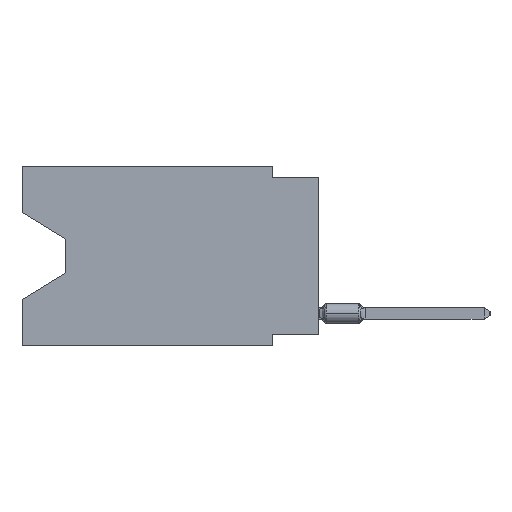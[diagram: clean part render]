
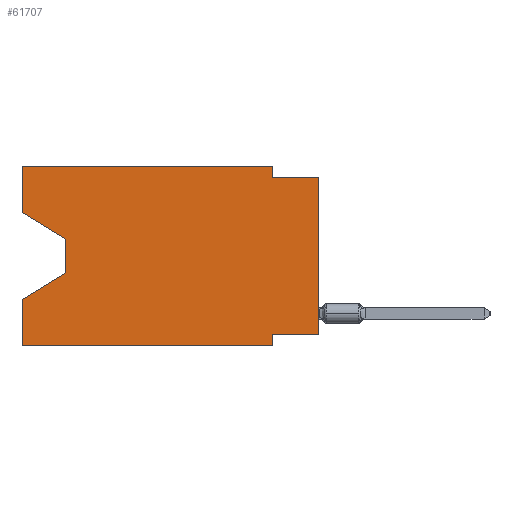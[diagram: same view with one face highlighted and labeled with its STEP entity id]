
A CAD part, left-side view. The second image highlights one B-rep face of the part: STEP entity #61707.
In plain terms, the highlighted planar face has unit normal (-1, 0, 0).
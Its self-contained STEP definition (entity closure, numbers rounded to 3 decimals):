
#312 = CARTESIAN_POINT ( 'NONE',  ( 0., 16.383, -2.546 ) ) ;
#375 = EDGE_CURVE ( 'NONE', #61157, #7544, #31887, .T. ) ;
#435 = EDGE_CURVE ( 'NONE', #29608, #65848, #33809, .T. ) ;
#2339 = VECTOR ( 'NONE', #69756, 1000. ) ;
#2848 = ORIENTED_EDGE ( 'NONE', *, *, #17494, .F. ) ;
#4920 = VERTEX_POINT ( 'NONE', #17410 ) ;
#5334 = EDGE_CURVE ( 'NONE', #29608, #7544, #23818, .T. ) ;
#6303 = CARTESIAN_POINT ( 'NONE',  ( 0., 2.54, -9.271 ) ) ;
#7544 = VERTEX_POINT ( 'NONE', #75117 ) ;
#9349 = LINE ( 'NONE', #33900, #22617 ) ;
#9650 = CARTESIAN_POINT ( 'NONE',  ( 0., 0., -0.635 ) ) ;
#9721 = EDGE_CURVE ( 'NONE', #59629, #69616, #11660, .T. ) ;
#10260 = EDGE_CURVE ( 'NONE', #4920, #15037, #31788, .T. ) ;
#10281 = VECTOR ( 'NONE', #59633, 1000. ) ;
#10367 = CARTESIAN_POINT ( 'NONE',  ( 0., 2.54, -0.635 ) ) ;
#10419 = CARTESIAN_POINT ( 'NONE',  ( 0., 0., -9.271 ) ) ;
#11660 = LINE ( 'NONE', #12414, #10281 ) ;
#12414 = CARTESIAN_POINT ( 'NONE',  ( 0., 16.383, 0. ) ) ;
#13182 = DIRECTION ( 'NONE',  ( 0., -0.855, -0.519 ) ) ;
#13590 = EDGE_CURVE ( 'NONE', #26094, #22532, #23367, .T. ) ;
#14009 = DIRECTION ( 'NONE',  ( 0., 0., -1. ) ) ;
#14501 = CARTESIAN_POINT ( 'NONE',  ( 0., 16.383, 0. ) ) ;
#15037 = VERTEX_POINT ( 'NONE', #36519 ) ;
#15713 = VECTOR ( 'NONE', #56081, 1000. ) ;
#15939 = CARTESIAN_POINT ( 'NONE',  ( 0., 13.97, -5.893 ) ) ;
#15975 = EDGE_CURVE ( 'NONE', #22532, #30728, #26873, .T. ) ;
#17278 = AXIS2_PLACEMENT_3D ( 'NONE', #65665, #59788, #41856 ) ;
#17410 = CARTESIAN_POINT ( 'NONE',  ( 0., 16.383, 0. ) ) ;
#17494 = EDGE_CURVE ( 'NONE', #65848, #32393, #56840, .T. ) ;
#17583 = CARTESIAN_POINT ( 'NONE',  ( 0., 16.383, -7.36 ) ) ;
#18346 = EDGE_CURVE ( 'NONE', #26094, #4920, #30906, .T. ) ;
#18902 = CARTESIAN_POINT ( 'NONE',  ( 0., 16.383, -2.546 ) ) ;
#21990 = ORIENTED_EDGE ( 'NONE', *, *, #5334, .T. ) ;
#22532 = VERTEX_POINT ( 'NONE', #33590 ) ;
#22617 = VECTOR ( 'NONE', #63576, 1000. ) ;
#23367 = LINE ( 'NONE', #312, #40581 ) ;
#23419 = DIRECTION ( 'NONE',  ( 0., -1., 0. ) ) ;
#23818 = LINE ( 'NONE', #47625, #32896 ) ;
#24566 = CARTESIAN_POINT ( 'NONE',  ( 0., 2.54, -9.906 ) ) ;
#24794 = CARTESIAN_POINT ( 'NONE',  ( 0., 16.383, 0. ) ) ;
#26094 = VERTEX_POINT ( 'NONE', #18902 ) ;
#26423 = ORIENTED_EDGE ( 'NONE', *, *, #9721, .F. ) ;
#26730 = ORIENTED_EDGE ( 'NONE', *, *, #50251, .T. ) ;
#26873 = LINE ( 'NONE', #73351, #40841 ) ;
#29608 = VERTEX_POINT ( 'NONE', #59866 ) ;
#29635 = ORIENTED_EDGE ( 'NONE', *, *, #64258, .T. ) ;
#30038 = DIRECTION ( 'NONE',  ( 0., 0., 1. ) ) ;
#30728 = VERTEX_POINT ( 'NONE', #15939 ) ;
#30906 = LINE ( 'NONE', #14501, #72217 ) ;
#31788 = LINE ( 'NONE', #24794, #32780 ) ;
#31887 = LINE ( 'NONE', #9650, #73384 ) ;
#32267 = LINE ( 'NONE', #32647, #15713 ) ;
#32393 = VERTEX_POINT ( 'NONE', #44517 ) ;
#32647 = CARTESIAN_POINT ( 'NONE',  ( 0., 2.54, 0. ) ) ;
#32780 = VECTOR ( 'NONE', #55606, 1000. ) ;
#32896 = VECTOR ( 'NONE', #30038, 1000. ) ;
#33590 = CARTESIAN_POINT ( 'NONE',  ( 0., 13.97, -4.013 ) ) ;
#33809 = LINE ( 'NONE', #10419, #2339 ) ;
#33900 = CARTESIAN_POINT ( 'NONE',  ( 0., 13.97, -5.893 ) ) ;
#35176 = EDGE_LOOP ( 'NONE', ( #40205, #43054, #26730, #26423, #29635, #2848, #76533, #21990, #55632, #49388, #73778, #54327 ) ) ;
#35503 = CARTESIAN_POINT ( 'NONE',  ( 0., 16.383, -9.906 ) ) ;
#36519 = CARTESIAN_POINT ( 'NONE',  ( 0., 2.54, 0. ) ) ;
#38329 = VECTOR ( 'NONE', #23419, 1000. ) ;
#40205 = ORIENTED_EDGE ( 'NONE', *, *, #13590, .T. ) ;
#40581 = VECTOR ( 'NONE', #13182, 1000. ) ;
#40841 = VECTOR ( 'NONE', #14009, 1000. ) ;
#41856 = DIRECTION ( 'NONE',  ( 0., 0., -1. ) ) ;
#43054 = ORIENTED_EDGE ( 'NONE', *, *, #15975, .T. ) ;
#44161 = DIRECTION ( 'NONE',  ( 0., 0., 1. ) ) ;
#44517 = CARTESIAN_POINT ( 'NONE',  ( 0., 2.54, -9.906 ) ) ;
#44738 = DIRECTION ( 'NONE',  ( 0., 0., -1. ) ) ;
#47625 = CARTESIAN_POINT ( 'NONE',  ( 0., 0., 0. ) ) ;
#49388 = ORIENTED_EDGE ( 'NONE', *, *, #56941, .F. ) ;
#50251 = EDGE_CURVE ( 'NONE', #30728, #69616, #9349, .T. ) ;
#53954 = FACE_OUTER_BOUND ( 'NONE', #35176, .T. ) ;
#54327 = ORIENTED_EDGE ( 'NONE', *, *, #18346, .F. ) ;
#55606 = DIRECTION ( 'NONE',  ( 0., -1., 0. ) ) ;
#55632 = ORIENTED_EDGE ( 'NONE', *, *, #375, .F. ) ;
#56081 = DIRECTION ( 'NONE',  ( 0., 0., -1. ) ) ;
#56840 = LINE ( 'NONE', #24566, #68370 ) ;
#56941 = EDGE_CURVE ( 'NONE', #15037, #61157, #32267, .T. ) ;
#59629 = VERTEX_POINT ( 'NONE', #76885 ) ;
#59633 = DIRECTION ( 'NONE',  ( 0., 0., 1. ) ) ;
#59788 = DIRECTION ( 'NONE',  ( 1., 0., 0. ) ) ;
#59866 = CARTESIAN_POINT ( 'NONE',  ( 0., 0., -9.271 ) ) ;
#61157 = VERTEX_POINT ( 'NONE', #10367 ) ;
#61707 = ADVANCED_FACE ( 'NONE', ( #53954 ), #65288, .F. ) ;
#63576 = DIRECTION ( 'NONE',  ( 0., 0.855, -0.519 ) ) ;
#64258 = EDGE_CURVE ( 'NONE', #59629, #32393, #64418, .T. ) ;
#64418 = LINE ( 'NONE', #35503, #38329 ) ;
#65288 = PLANE ( 'NONE',  #17278 ) ;
#65665 = CARTESIAN_POINT ( 'NONE',  ( 0., 16.383, 0. ) ) ;
#65848 = VERTEX_POINT ( 'NONE', #6303 ) ;
#68370 = VECTOR ( 'NONE', #44738, 1000. ) ;
#69361 = DIRECTION ( 'NONE',  ( 0., -1., 0. ) ) ;
#69616 = VERTEX_POINT ( 'NONE', #17583 ) ;
#69756 = DIRECTION ( 'NONE',  ( 0., 1., 0. ) ) ;
#72217 = VECTOR ( 'NONE', #44161, 1000. ) ;
#73351 = CARTESIAN_POINT ( 'NONE',  ( 0., 13.97, -4.013 ) ) ;
#73384 = VECTOR ( 'NONE', #69361, 1000. ) ;
#73778 = ORIENTED_EDGE ( 'NONE', *, *, #10260, .F. ) ;
#75117 = CARTESIAN_POINT ( 'NONE',  ( 0., 0., -0.635 ) ) ;
#76533 = ORIENTED_EDGE ( 'NONE', *, *, #435, .F. ) ;
#76885 = CARTESIAN_POINT ( 'NONE',  ( 0., 16.383, -9.906 ) ) ;
